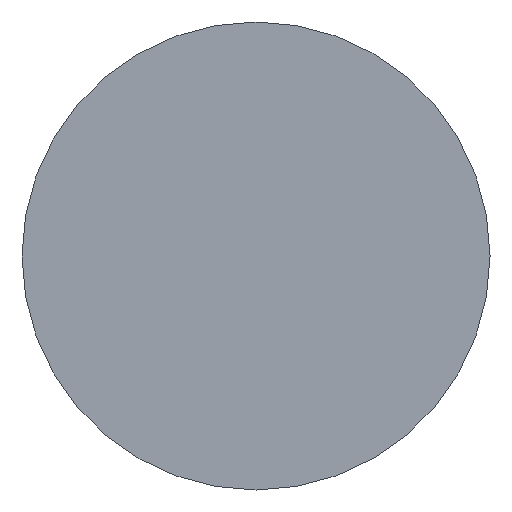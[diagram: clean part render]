
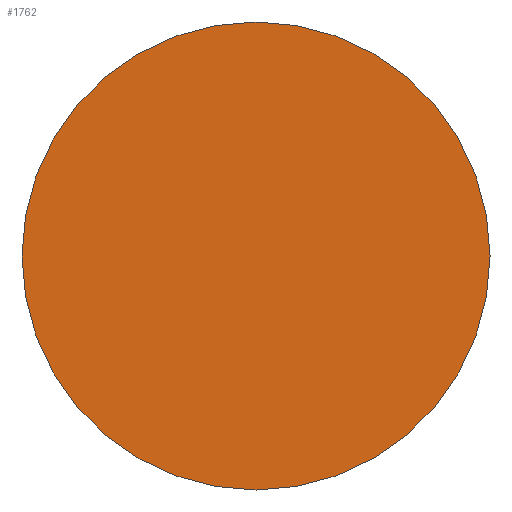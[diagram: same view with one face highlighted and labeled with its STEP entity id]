
A CAD part, front view. The second image highlights one B-rep face of the part: STEP entity #1762.
In plain terms, the highlighted planar face has unit normal (0, -1, 0).
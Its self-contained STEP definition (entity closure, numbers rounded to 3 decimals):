
#64 = EDGE_CURVE ( 'NONE', #1412, #2227, #1545, .T. ) ;
#370 = DIRECTION ( 'NONE',  ( 0., 0., -1. ) ) ;
#542 = CARTESIAN_POINT ( 'NONE',  ( 0., 0., 0. ) ) ;
#636 = ORIENTED_EDGE ( 'NONE', *, *, #2096, .T. ) ;
#643 = CARTESIAN_POINT ( 'NONE',  ( 0., 0., -61.5 ) ) ;
#676 = CARTESIAN_POINT ( 'NONE',  ( 0., 0., 61.5 ) ) ;
#717 = DIRECTION ( 'NONE',  ( 0., -1., 0. ) ) ;
#834 = ORIENTED_EDGE ( 'NONE', *, *, #64, .T. ) ;
#866 = EDGE_LOOP ( 'NONE', ( #636, #834 ) ) ;
#918 = AXIS2_PLACEMENT_3D ( 'NONE', #1955, #1062, #2121 ) ;
#1062 = DIRECTION ( 'NONE',  ( 0., -1., 0. ) ) ;
#1087 = AXIS2_PLACEMENT_3D ( 'NONE', #542, #717, #370 ) ;
#1137 = CARTESIAN_POINT ( 'NONE',  ( 63.96, 0., 64.012 ) ) ;
#1409 = CIRCLE ( 'NONE', #1087, 61.5 ) ;
#1412 = VERTEX_POINT ( 'NONE', #676 ) ;
#1430 = DIRECTION ( 'NONE',  ( 0., -1., 0. ) ) ;
#1545 = CIRCLE ( 'NONE', #918, 61.5 ) ;
#1624 = DIRECTION ( 'NONE',  ( -1., 0., 0. ) ) ;
#1762 = ADVANCED_FACE ( 'NONE', ( #2156 ), #1844, .T. ) ;
#1844 = PLANE ( 'NONE',  #2015 ) ;
#1955 = CARTESIAN_POINT ( 'NONE',  ( 0., 0., 0. ) ) ;
#2015 = AXIS2_PLACEMENT_3D ( 'NONE', #1137, #1430, #1624 ) ;
#2096 = EDGE_CURVE ( 'NONE', #2227, #1412, #1409, .T. ) ;
#2121 = DIRECTION ( 'NONE',  ( 0., 0., -1. ) ) ;
#2156 = FACE_OUTER_BOUND ( 'NONE', #866, .T. ) ;
#2227 = VERTEX_POINT ( 'NONE', #643 ) ;
